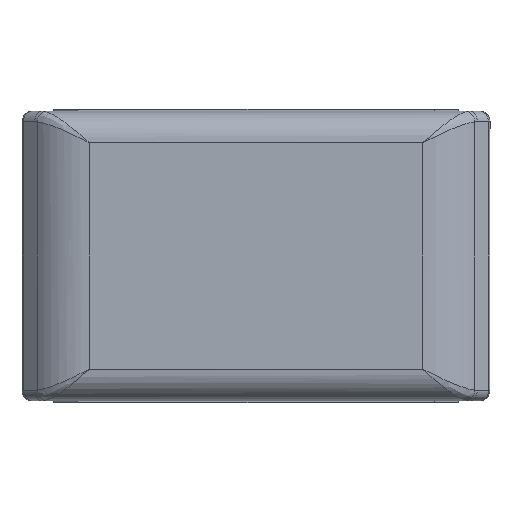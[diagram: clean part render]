
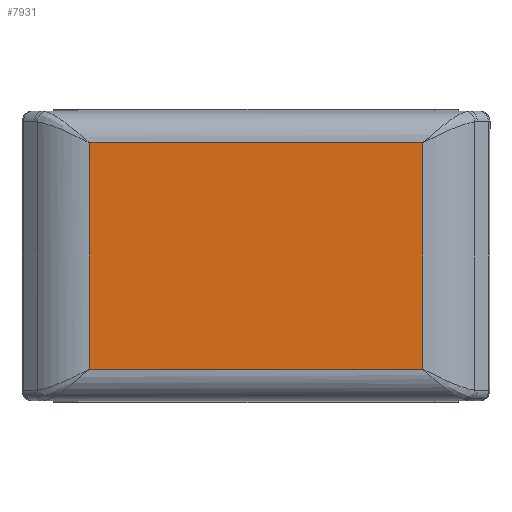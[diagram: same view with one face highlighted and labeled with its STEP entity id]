
A CAD part, front view. The second image highlights one B-rep face of the part: STEP entity #7931.
In plain terms, the highlighted planar face has unit normal (0, -1, 0).
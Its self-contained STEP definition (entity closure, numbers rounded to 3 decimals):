
#911=PLANE('',#8522);
#1507=LINE('',#15503,#2240);
#1610=LINE('',#16207,#2343);
#1611=LINE('',#16209,#2344);
#1612=LINE('',#16210,#2345);
#2240=VECTOR('',#10063,31.801);
#2343=VECTOR('',#10288,21.6);
#2344=VECTOR('',#10289,31.801);
#2345=VECTOR('',#10290,21.6);
#2861=FACE_OUTER_BOUND('',#3344,.T.);
#3344=EDGE_LOOP('',(#7265,#7266,#7267,#7268));
#4145=VERTEX_POINT('',#15467);
#4146=VERTEX_POINT('',#15502);
#4217=VERTEX_POINT('',#16206);
#4218=VERTEX_POINT('',#16208);
#5134=EDGE_CURVE('',#4145,#4146,#1507,.T.);
#5257=EDGE_CURVE('',#4217,#4145,#1610,.T.);
#5258=EDGE_CURVE('',#4218,#4217,#1611,.T.);
#5259=EDGE_CURVE('',#4146,#4218,#1612,.T.);
#7265=ORIENTED_EDGE('',*,*,#5134,.F.);
#7266=ORIENTED_EDGE('',*,*,#5257,.F.);
#7267=ORIENTED_EDGE('',*,*,#5258,.F.);
#7268=ORIENTED_EDGE('',*,*,#5259,.F.);
#7931=ADVANCED_FACE('',(#2861),#911,.F.);
#8522=AXIS2_PLACEMENT_3D('',#16205,#10286,#10287);
#10063=DIRECTION('',(1.,0.,0.));
#10286=DIRECTION('center_axis',(0.,1.,0.));
#10287=DIRECTION('ref_axis',(0.,0.,1.));
#10288=DIRECTION('',(0.,0.,1.));
#10289=DIRECTION('',(-1.,0.,0.));
#10290=DIRECTION('',(0.,0.,-1.));
#15467=CARTESIAN_POINT('',(-15.901,-4.,10.8));
#15502=CARTESIAN_POINT('',(15.9,-4.,10.8));
#15503=CARTESIAN_POINT('',(0.,-4.,10.8));
#16205=CARTESIAN_POINT('Origin',(-22.3,-4.,-13.8));
#16206=CARTESIAN_POINT('',(-15.901,-4.,-10.8));
#16207=CARTESIAN_POINT('',(-15.901,-4.,-13.8));
#16208=CARTESIAN_POINT('',(15.9,-4.,-10.8));
#16209=CARTESIAN_POINT('',(-22.3,-4.,-10.8));
#16210=CARTESIAN_POINT('',(15.9,-4.,-13.8));
